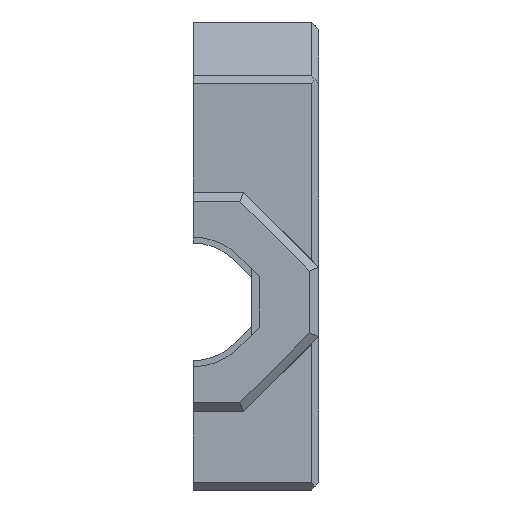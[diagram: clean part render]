
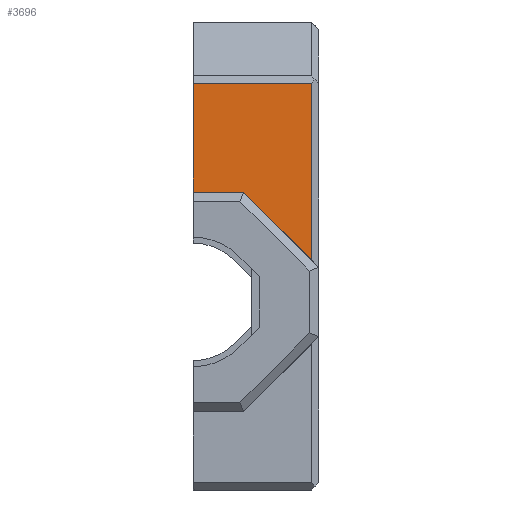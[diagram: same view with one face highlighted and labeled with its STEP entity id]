
A CAD part, front view. The second image highlights one B-rep face of the part: STEP entity #3696.
In plain terms, the highlighted planar face has unit normal (0, -1, 0).
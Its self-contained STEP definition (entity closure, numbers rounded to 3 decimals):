
#84=PLANE('',#3919);
#261=FACE_OUTER_BOUND('',#463,.T.);
#463=EDGE_LOOP('',(#2746,#2747,#2748,#2749,#2750));
#744=LINE('',#5362,#1226);
#753=LINE('',#5379,#1235);
#758=LINE('',#5389,#1240);
#759=LINE('',#5391,#1241);
#760=LINE('',#5392,#1242);
#1226=VECTOR('',#4301,10.);
#1235=VECTOR('',#4316,10.);
#1240=VECTOR('',#4327,10.);
#1241=VECTOR('',#4328,10.);
#1242=VECTOR('',#4329,10.);
#1758=VERTEX_POINT('',#5359);
#1759=VERTEX_POINT('',#5361);
#1764=VERTEX_POINT('',#5378);
#1766=VERTEX_POINT('',#5388);
#1767=VERTEX_POINT('',#5390);
#2136=EDGE_CURVE('',#1758,#1759,#744,.T.);
#2145=EDGE_CURVE('',#1759,#1764,#753,.T.);
#2150=EDGE_CURVE('',#1758,#1766,#758,.T.);
#2151=EDGE_CURVE('',#1767,#1766,#759,.T.);
#2152=EDGE_CURVE('',#1764,#1767,#760,.T.);
#2746=ORIENTED_EDGE('',*,*,#2136,.F.);
#2747=ORIENTED_EDGE('',*,*,#2150,.T.);
#2748=ORIENTED_EDGE('',*,*,#2151,.F.);
#2749=ORIENTED_EDGE('',*,*,#2152,.F.);
#2750=ORIENTED_EDGE('',*,*,#2145,.F.);
#3696=ADVANCED_FACE('',(#261),#84,.T.);
#3919=AXIS2_PLACEMENT_3D('',#5387,#4325,#4326);
#4301=DIRECTION('',(1.,0.,0.));
#4316=DIRECTION('',(0.,0.,-1.));
#4325=DIRECTION('center_axis',(0.,-1.,0.));
#4326=DIRECTION('ref_axis',(0.,0.,-1.));
#4327=DIRECTION('',(0.,0.,-1.));
#4328=DIRECTION('',(-1.,0.,0.));
#4329=DIRECTION('',(-0.707,0.,0.707));
#5359=CARTESIAN_POINT('',(0.,-101.602,50.378));
#5361=CARTESIAN_POINT('',(7.85,-101.602,50.378));
#5362=CARTESIAN_POINT('',(0.,-101.602,50.378));
#5378=CARTESIAN_POINT('',(7.85,-101.602,38.661));
#5379=CARTESIAN_POINT('',(7.85,-101.602,39.511));
#5387=CARTESIAN_POINT('Origin',(0.,-101.602,
43.161));
#5388=CARTESIAN_POINT('',(0.,-101.602,43.161));
#5389=CARTESIAN_POINT('',(0.,-101.602,38.761));
#5390=CARTESIAN_POINT('',(3.35,-101.602,43.161));
#5391=CARTESIAN_POINT('',(0.,-101.602,43.161));
#5392=CARTESIAN_POINT('',(3.762,-101.602,42.749));
